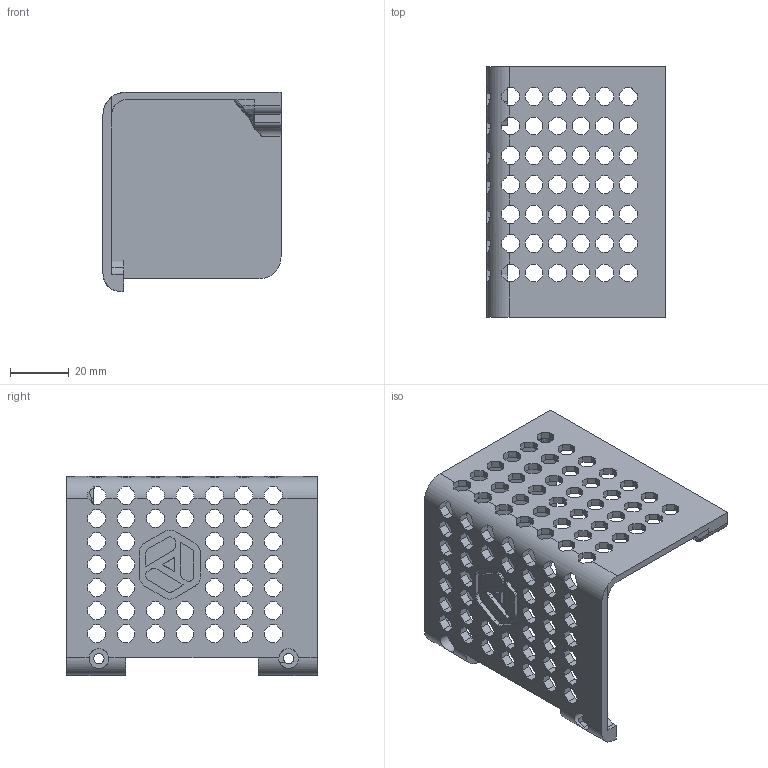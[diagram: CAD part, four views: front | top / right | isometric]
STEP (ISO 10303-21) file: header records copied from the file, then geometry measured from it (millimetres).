
FILE_DESCRIPTION(/* description */ (''),/* implementation_level */ '2;1');
FILE_NAME(/* name */ 'Elektronik Box Deckel.step',/* time_stamp */ '2022-09-22T16:38:51+02:00',/* author */ (''),/* organization */ (''),/* preprocessor_version */ 'ST-DEVELOPER v19',/* originating_system */ 'Autodesk Translation Framework v11.7.0.108',/* authorisation */ '');
FILE_SCHEMA (('AUTOMOTIVE_DESIGN { 1 0 10303 214 3 1 1 }'));
Length unit declared in the file: millimetre
Products named in the file (1): Box ESPduino
Bounding box: 60.5 x 85.18 x 67.65 mm (x, y, z)
Volume: 33737.3 mm3; surface area: 29361.8 mm2
Topology: 1 solids, 1 shells, 904 faces, 2767 edges, 1825 vertices
Faces by surface type: plane 756, bspline 114, cylinder 34
Full cylindrical faces by diameter (mm): 2.8 x2, 3.5 x2, 6.7 x2
Entity records: 32431 total; most frequent: CARTESIAN_POINT 8132, ORIENTED_EDGE 5520, DIRECTION 4317, EDGE_CURVE 2760, LINE 2303, VECTOR 2303, VERTEX_POINT 1825, EDGE_LOOP 1054
